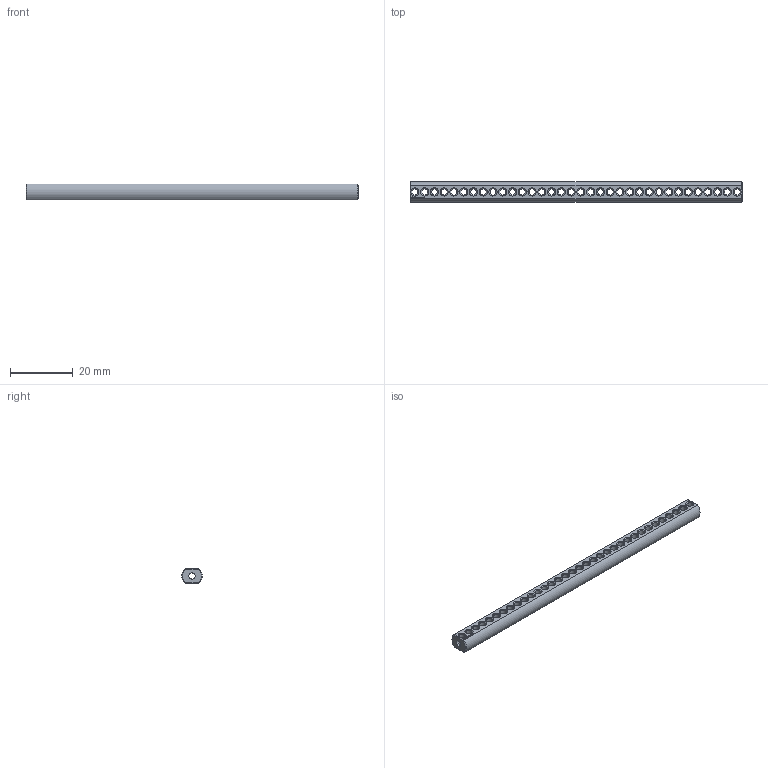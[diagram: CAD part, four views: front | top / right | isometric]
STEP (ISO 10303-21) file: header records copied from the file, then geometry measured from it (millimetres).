
FILE_DESCRIPTION(('FreeCAD Model'),'2;1');
FILE_NAME('Open CASCADE Shape Model','2024-06-18T13:05:46',(''),(''), 'Open CASCADE STEP processor 7.6','FreeCAD','Unknown');
FILE_SCHEMA(('AUTOMOTIVE_DESIGN { 1 0 10303 214 1 1 1 1 }'));
Length unit declared in the file: millimetre
Products named in the file (1): Shaft IDX BU08.50 - SPN-SFT-0154 (stemfie.org)
Bounding box: 106.25 x 6.6 x 5 mm (x, y, z)
Volume: 2424.1 mm3; surface area: 3078.4 mm2
Topology: 1 solids, 1 shells, 632 faces, 1872 edges, 1200 vertices
Faces by surface type: plane 327, extrusion 128, cylinder 105, cone 72
Full cylindrical faces by diameter (mm): 2 x103
Entity records: 21472 total; most frequent: CARTESIAN_POINT 4473, ORIENTED_EDGE 3744, DIRECTION 3188, EDGE_CURVE 1872, VECTOR 1310, VERTEX_POINT 1200, LINE 1182, AXIS2_PLACEMENT_3D 939
